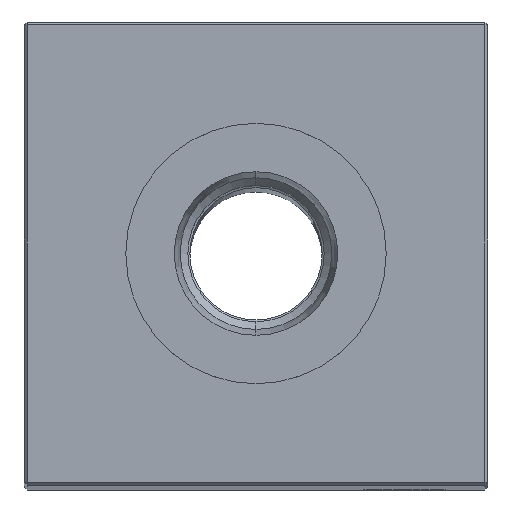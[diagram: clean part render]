
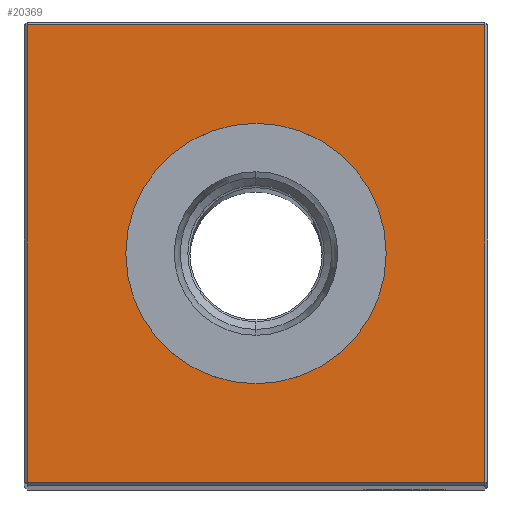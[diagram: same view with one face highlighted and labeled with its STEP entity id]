
A CAD part, top view. The second image highlights one B-rep face of the part: STEP entity #20369.
In plain terms, the highlighted planar face has unit normal (0, 0, 1).
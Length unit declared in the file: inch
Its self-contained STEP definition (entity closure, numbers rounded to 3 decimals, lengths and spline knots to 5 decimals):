
#34 = CARTESIAN_POINT ( 'NONE',  ( 0., 0., 10.75 ) ) ;
#506 = LINE ( 'NONE', #6279, #23787 ) ;
#918 = DIRECTION ( 'NONE',  ( 0., 0., -1. ) ) ;
#1481 = EDGE_CURVE ( 'NONE', #9556, #5910, #2382, .T. ) ;
#1734 = DIRECTION ( 'NONE',  ( -1., 0., 0. ) ) ;
#1934 = LINE ( 'NONE', #11647, #19093 ) ;
#2180 = VERTEX_POINT ( 'NONE', #13194 ) ;
#2382 = LINE ( 'NONE', #14475, #9905 ) ;
#2755 = FACE_OUTER_BOUND ( 'NONE', #19559, .T. ) ;
#3083 = CARTESIAN_POINT ( 'NONE',  ( 0.865, 0., 10.75 ) ) ;
#3158 = AXIS2_PLACEMENT_3D ( 'NONE', #10776, #918, #11020 ) ;
#3924 = EDGE_CURVE ( 'NONE', #5910, #15289, #1934, .T. ) ;
#5652 = CIRCLE ( 'NONE', #14063, 0.49213 ) ;
#5880 = VECTOR ( 'NONE', #20868, 39.37008 ) ;
#5910 = VERTEX_POINT ( 'NONE', #16745 ) ;
#6047 = DIRECTION ( 'NONE',  ( 0., 0., -1. ) ) ;
#6279 = CARTESIAN_POINT ( 'NONE',  ( 0., 0.865, 10.75 ) ) ;
#7032 = LINE ( 'NONE', #3083, #5880 ) ;
#9556 = VERTEX_POINT ( 'NONE', #10929 ) ;
#9860 = ORIENTED_EDGE ( 'NONE', *, *, #21549, .T. ) ;
#9905 = VECTOR ( 'NONE', #16966, 39.37008 ) ;
#10264 = CIRCLE ( 'NONE', #11079, 0.49213 ) ;
#10612 = DIRECTION ( 'NONE',  ( -1., 0., 0. ) ) ;
#10776 = CARTESIAN_POINT ( 'NONE',  ( 0., 0., 10.75 ) ) ;
#10929 = CARTESIAN_POINT ( 'NONE',  ( -0.865, 0.865, 10.75 ) ) ;
#11020 = DIRECTION ( 'NONE',  ( -1., 0., 0. ) ) ;
#11079 = AXIS2_PLACEMENT_3D ( 'NONE', #34, #6047, #10612 ) ;
#11647 = CARTESIAN_POINT ( 'NONE',  ( 0., -0.865, 10.75 ) ) ;
#12599 = ORIENTED_EDGE ( 'NONE', *, *, #17517, .T. ) ;
#13194 = CARTESIAN_POINT ( 'NONE',  ( 0., -0.49213, 10.75 ) ) ;
#14063 = AXIS2_PLACEMENT_3D ( 'NONE', #25678, #23431, #1734 ) ;
#14289 = VERTEX_POINT ( 'NONE', #23177 ) ;
#14475 = CARTESIAN_POINT ( 'NONE',  ( -0.865, 0., 10.75 ) ) ;
#14582 = DIRECTION ( 'NONE',  ( -1., 0., 0. ) ) ;
#14857 = PLANE ( 'NONE',  #3158 ) ;
#15289 = VERTEX_POINT ( 'NONE', #23286 ) ;
#15584 = VERTEX_POINT ( 'NONE', #21020 ) ;
#16745 = CARTESIAN_POINT ( 'NONE',  ( -0.865, -0.865, 10.75 ) ) ;
#16966 = DIRECTION ( 'NONE',  ( 0., -1., 0. ) ) ;
#17517 = EDGE_CURVE ( 'NONE', #15289, #14289, #7032, .T. ) ;
#19093 = VECTOR ( 'NONE', #26009, 39.37008 ) ;
#19355 = EDGE_CURVE ( 'NONE', #2180, #15584, #5652, .T. ) ;
#19559 = EDGE_LOOP ( 'NONE', ( #22205, #20314, #12599, #9860 ) ) ;
#20314 = ORIENTED_EDGE ( 'NONE', *, *, #3924, .T. ) ;
#20369 = ADVANCED_FACE ( 'NONE', ( #2755, #25261 ), #14857, .F. ) ;
#20653 = ORIENTED_EDGE ( 'NONE', *, *, #19355, .T. ) ;
#20868 = DIRECTION ( 'NONE',  ( 0., 1., 0. ) ) ;
#20975 = ORIENTED_EDGE ( 'NONE', *, *, #24745, .T. ) ;
#21020 = CARTESIAN_POINT ( 'NONE',  ( 0., 0.49213, 10.75 ) ) ;
#21549 = EDGE_CURVE ( 'NONE', #14289, #9556, #506, .T. ) ;
#22205 = ORIENTED_EDGE ( 'NONE', *, *, #1481, .T. ) ;
#22234 = EDGE_LOOP ( 'NONE', ( #20975, #20653 ) ) ;
#23177 = CARTESIAN_POINT ( 'NONE',  ( 0.865, 0.865, 10.75 ) ) ;
#23286 = CARTESIAN_POINT ( 'NONE',  ( 0.865, -0.865, 10.75 ) ) ;
#23431 = DIRECTION ( 'NONE',  ( 0., 0., -1. ) ) ;
#23787 = VECTOR ( 'NONE', #14582, 39.37008 ) ;
#24745 = EDGE_CURVE ( 'NONE', #15584, #2180, #10264, .T. ) ;
#25261 = FACE_BOUND ( 'NONE', #22234, .T. ) ;
#25678 = CARTESIAN_POINT ( 'NONE',  ( 0., 0., 10.75 ) ) ;
#26009 = DIRECTION ( 'NONE',  ( 1., 0., 0. ) ) ;
